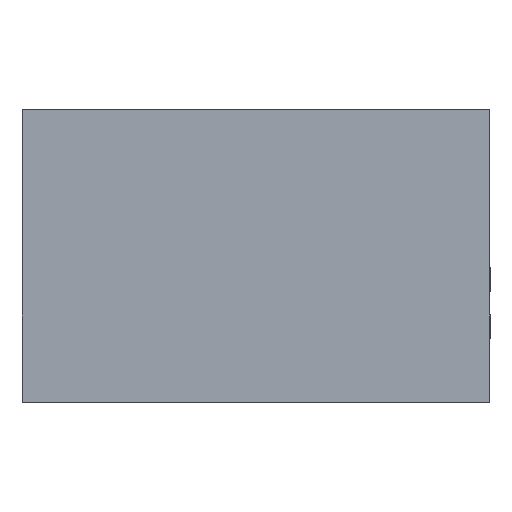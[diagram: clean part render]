
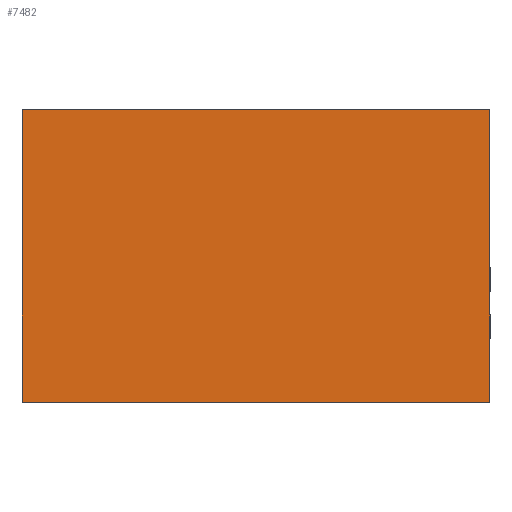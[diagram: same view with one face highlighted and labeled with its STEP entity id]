
A CAD part, top view. The second image highlights one B-rep face of the part: STEP entity #7482.
In plain terms, the highlighted face is planar.
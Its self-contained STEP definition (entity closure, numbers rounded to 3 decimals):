
#5717=DIRECTION('',(1.,0.,0.));
#5718=VECTOR('',#5717,2.5);
#5719=CARTESIAN_POINT('',(-1.25,0.975,2.));
#5720=LINE('',#5719,#5718);
#5724=DIRECTION('',(0.,0.,1.));
#5725=VECTOR('',#5724,4.);
#5726=CARTESIAN_POINT('',(-1.25,0.975,-2.));
#5727=LINE('',#5726,#5725);
#5731=DIRECTION('',(-1.,0.,0.));
#5732=VECTOR('',#5731,2.5);
#5733=CARTESIAN_POINT('',(1.25,0.975,-2.));
#5734=LINE('',#5733,#5732);
#5738=DIRECTION('',(0.,0.,-1.));
#5739=VECTOR('',#5738,4.);
#5740=CARTESIAN_POINT('',(1.25,0.975,2.));
#5741=LINE('',#5740,#5739);
#5993=CARTESIAN_POINT('',(-1.25,0.975,2.));
#5994=CARTESIAN_POINT('',(1.25,0.975,2.));
#5995=VERTEX_POINT('',#5993);
#5996=VERTEX_POINT('',#5994);
#5997=CARTESIAN_POINT('',(1.25,0.975,-2.));
#5998=VERTEX_POINT('',#5997);
#5999=CARTESIAN_POINT('',(-1.25,0.975,-2.));
#6000=VERTEX_POINT('',#5999);
#7471=CARTESIAN_POINT('',(0.,0.975,0.));
#7472=DIRECTION('',(0.,1.,0.));
#7473=DIRECTION('',(1.,0.,0.));
#7474=AXIS2_PLACEMENT_3D('',#7471,#7472,#7473);
#7475=PLANE('',#7474);
#7476=ORIENTED_EDGE('',*,*,#6577,.F.);
#7477=ORIENTED_EDGE('',*,*,#7278,.F.);
#7478=ORIENTED_EDGE('',*,*,#7342,.F.);
#7479=ORIENTED_EDGE('',*,*,#7238,.F.);
#7480=EDGE_LOOP('',(#7476,#7477,#7478,#7479));
#7481=FACE_OUTER_BOUND('',#7480,.F.);
#7482=ADVANCED_FACE('',(#7481),#7475,.T.);
#6577=EDGE_CURVE('',#5995,#5996,#5720,.T.);
#7238=EDGE_CURVE('',#5996,#5998,#5741,.T.);
#7278=EDGE_CURVE('',#6000,#5995,#5727,.T.);
#7342=EDGE_CURVE('',#5998,#6000,#5734,.T.);
